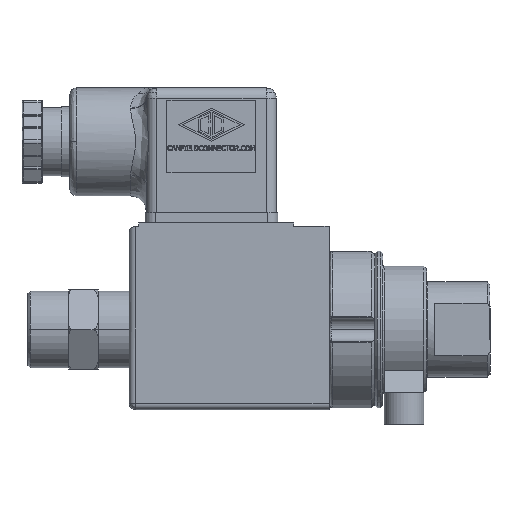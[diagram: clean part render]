
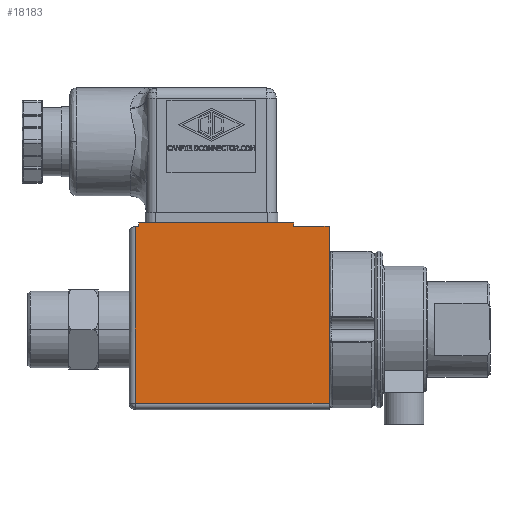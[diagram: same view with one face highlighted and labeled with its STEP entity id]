
A CAD part, left-side view. The second image highlights one B-rep face of the part: STEP entity #18183.
In plain terms, the highlighted planar face has unit normal (-1, 0, 0).
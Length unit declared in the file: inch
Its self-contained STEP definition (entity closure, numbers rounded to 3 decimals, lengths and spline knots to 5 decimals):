
#896 = VECTOR ( 'NONE', #32092, 39.37008 ) ;
#1506 = DIRECTION ( 'NONE',  ( -1., 0., 0. ) ) ;
#2153 = ORIENTED_EDGE ( 'NONE', *, *, #10090, .F. ) ;
#3955 = DIRECTION ( 'NONE',  ( 0., 0., -1. ) ) ;
#4012 = VECTOR ( 'NONE', #34658, 39.37008 ) ;
#5328 = VECTOR ( 'NONE', #27839, 39.37008 ) ;
#5613 = EDGE_CURVE ( 'NONE', #30540, #36216, #37844, .T. ) ;
#6660 = CARTESIAN_POINT ( 'NONE',  ( -0.581, 0.403, 0.812 ) ) ;
#7571 = CARTESIAN_POINT ( 'NONE',  ( -0.581, 1.622, 0.812 ) ) ;
#8316 = ORIENTED_EDGE ( 'NONE', *, *, #42184, .F. ) ;
#8367 = FACE_OUTER_BOUND ( 'NONE', #41016, .T. ) ;
#10090 = EDGE_CURVE ( 'NONE', #41490, #18820, #38560, .T. ) ;
#10103 = EDGE_CURVE ( 'NONE', #12449, #18820, #34695, .T. ) ;
#10765 = LINE ( 'NONE', #7571, #16219 ) ;
#10796 = CARTESIAN_POINT ( 'NONE',  ( -0.581, 1.649, -0.632 ) ) ;
#11557 = ORIENTED_EDGE ( 'NONE', *, *, #40344, .F. ) ;
#11820 = ORIENTED_EDGE ( 'NONE', *, *, #10103, .T. ) ;
#12449 = VERTEX_POINT ( 'NONE', #13441 ) ;
#13441 = CARTESIAN_POINT ( 'NONE',  ( -0.581, 1.649, 0.812 ) ) ;
#14441 = DIRECTION ( 'NONE',  ( 0., 1., 0. ) ) ;
#15004 = CARTESIAN_POINT ( 'NONE',  ( -0.581, 0.403, 0.8405 ) ) ;
#15998 = EDGE_CURVE ( 'NONE', #30540, #20877, #18754, .T. ) ;
#16219 = VECTOR ( 'NONE', #21466, 39.37008 ) ;
#16276 = CARTESIAN_POINT ( 'NONE',  ( -0.581, 0.9115, 0.812 ) ) ;
#16987 = AXIS2_PLACEMENT_3D ( 'NONE', #18164, #1506, #18624 ) ;
#17528 = CARTESIAN_POINT ( 'NONE',  ( -0.581, 1.622, 0.812 ) ) ;
#17960 = EDGE_CURVE ( 'NONE', #24995, #20877, #10765, .T. ) ;
#18164 = CARTESIAN_POINT ( 'NONE',  ( -0.581, 0.124, -0.632 ) ) ;
#18183 = ADVANCED_FACE ( 'NONE', ( #8367 ), #24996, .T. ) ;
#18216 = LINE ( 'NONE', #21407, #896 ) ;
#18525 = CARTESIAN_POINT ( 'NONE',  ( -0.581, 0.124, 0.8405 ) ) ;
#18624 = DIRECTION ( 'NONE',  ( 0., 0., 1. ) ) ;
#18754 = LINE ( 'NONE', #18525, #42999 ) ;
#18820 = VERTEX_POINT ( 'NONE', #31034 ) ;
#20705 = CARTESIAN_POINT ( 'NONE',  ( -0.581, 0.124, -0.582 ) ) ;
#20877 = VERTEX_POINT ( 'NONE', #34840 ) ;
#21407 = CARTESIAN_POINT ( 'NONE',  ( -0.581, 0.124, -0.632 ) ) ;
#21466 = DIRECTION ( 'NONE',  ( 0., 0., 1. ) ) ;
#21601 = CARTESIAN_POINT ( 'NONE',  ( -0.581, 0.403, 0.812 ) ) ;
#22453 = VECTOR ( 'NONE', #3955, 39.37008 ) ;
#22740 = ORIENTED_EDGE ( 'NONE', *, *, #5613, .F. ) ;
#23311 = LINE ( 'NONE', #16276, #33665 ) ;
#24215 = LINE ( 'NONE', #35580, #5328 ) ;
#24995 = VERTEX_POINT ( 'NONE', #17528 ) ;
#24996 = PLANE ( 'NONE',  #16987 ) ;
#25349 = DIRECTION ( 'NONE',  ( 0., 1., 0. ) ) ;
#27839 = DIRECTION ( 'NONE',  ( 0., 1., 0. ) ) ;
#30540 = VERTEX_POINT ( 'NONE', #15004 ) ;
#30808 = DIRECTION ( 'NONE',  ( 0., -1., 0. ) ) ;
#31034 = CARTESIAN_POINT ( 'NONE',  ( -0.581, 1.649, -0.582 ) ) ;
#31513 = CARTESIAN_POINT ( 'NONE',  ( -0.581, 0.51775, -0.582 ) ) ;
#32092 = DIRECTION ( 'NONE',  ( 0., 0., -1. ) ) ;
#33665 = VECTOR ( 'NONE', #30808, 39.37008 ) ;
#34658 = DIRECTION ( 'NONE',  ( 0., 0., -1. ) ) ;
#34695 = LINE ( 'NONE', #10796, #22453 ) ;
#34840 = CARTESIAN_POINT ( 'NONE',  ( -0.581, 1.622, 0.8405 ) ) ;
#35580 = CARTESIAN_POINT ( 'NONE',  ( -0.581, 0.124, 0.812 ) ) ;
#36216 = VERTEX_POINT ( 'NONE', #21601 ) ;
#37013 = VERTEX_POINT ( 'NONE', #41687 ) ;
#37844 = LINE ( 'NONE', #6660, #4012 ) ;
#38560 = LINE ( 'NONE', #31513, #42070 ) ;
#39096 = ORIENTED_EDGE ( 'NONE', *, *, #15998, .T. ) ;
#40145 = ORIENTED_EDGE ( 'NONE', *, *, #17960, .F. ) ;
#40344 = EDGE_CURVE ( 'NONE', #37013, #41490, #18216, .T. ) ;
#41016 = EDGE_LOOP ( 'NONE', ( #8316, #11820, #2153, #11557, #43382, #22740, #39096, #40145 ) ) ;
#41490 = VERTEX_POINT ( 'NONE', #20705 ) ;
#41687 = CARTESIAN_POINT ( 'NONE',  ( -0.581, 0.124, 0.812 ) ) ;
#42070 = VECTOR ( 'NONE', #14441, 39.37008 ) ;
#42184 = EDGE_CURVE ( 'NONE', #12449, #24995, #23311, .T. ) ;
#42306 = EDGE_CURVE ( 'NONE', #37013, #36216, #24215, .T. ) ;
#42999 = VECTOR ( 'NONE', #25349, 39.37008 ) ;
#43382 = ORIENTED_EDGE ( 'NONE', *, *, #42306, .T. ) ;
